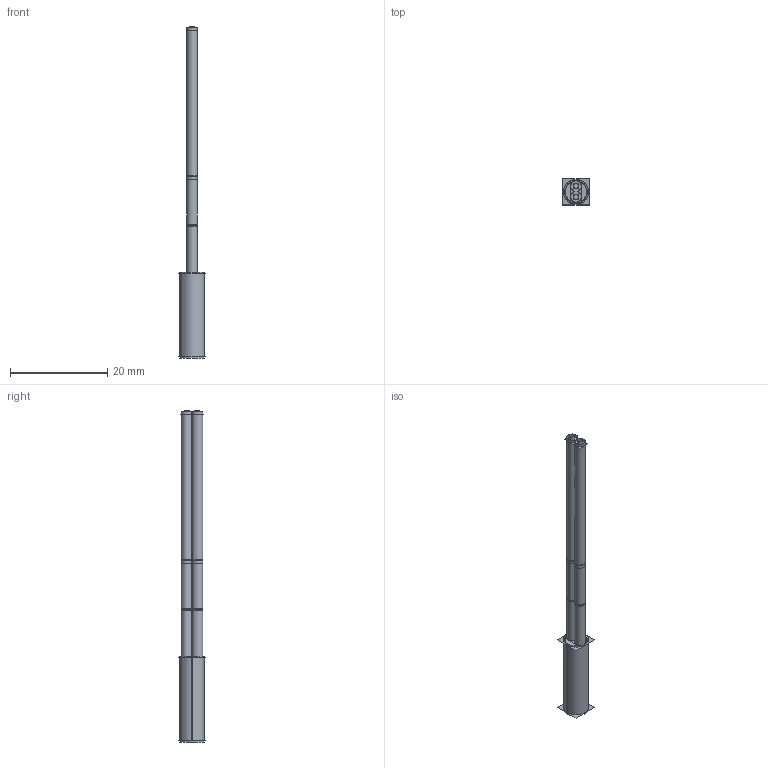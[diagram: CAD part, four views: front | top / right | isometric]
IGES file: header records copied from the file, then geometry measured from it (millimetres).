
Start section:  PTC IGES file: 188692.igs
Global section: file name: 188692.igs; native system: Creo Parametric by Parametric Technology Corporation; preprocessor: 2013230; author: pdmadmin; organization: Unknown; date: 20160112.150017; units: millimetre
Bounding box: 5.36 x 5.36 x 68.36 mm (x, y, z)
Volume: 599.4 mm3; surface area: 7672.6 mm2
Topology: 6 solids, 6 shells, 132 faces, 620 edges, 794 vertices
Faces by surface type: revolution 100, bspline 32
